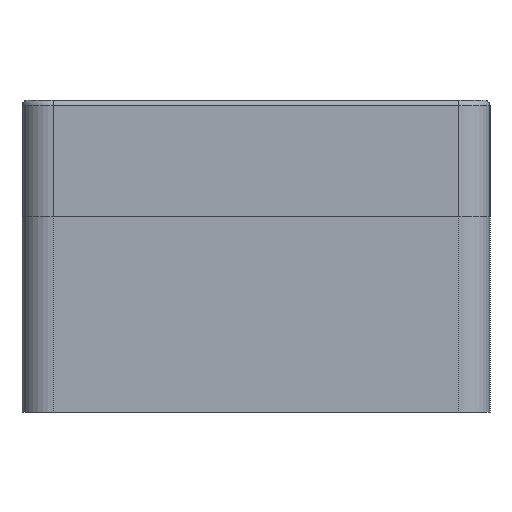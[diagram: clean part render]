
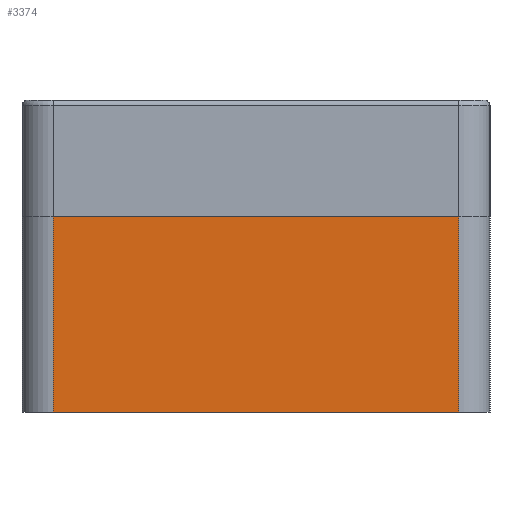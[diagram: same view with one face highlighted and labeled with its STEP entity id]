
A CAD part, left-side view. The second image highlights one B-rep face of the part: STEP entity #3374.
In plain terms, the highlighted planar face has unit normal (-1, 0, 0).
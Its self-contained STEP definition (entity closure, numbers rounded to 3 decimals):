
#239=DIRECTION('',(0.,1.,0.));
#240=VECTOR('',#239,104.);
#241=CARTESIAN_POINT('',(-180.,-52.,0.));
#242=LINE('',#241,#240);
#576=DIRECTION('',(0.,0.,1.));
#577=VECTOR('',#576,50.);
#578=CARTESIAN_POINT('',(-180.,52.,-50.));
#579=LINE('',#578,#577);
#583=DIRECTION('',(0.,0.,1.));
#584=VECTOR('',#583,50.);
#585=CARTESIAN_POINT('',(-180.,-52.,-50.));
#586=LINE('',#585,#584);
#619=DIRECTION('',(0.,1.,0.));
#620=VECTOR('',#619,104.);
#621=CARTESIAN_POINT('',(-180.,-52.,-50.));
#622=LINE('',#621,#620);
#2758=CARTESIAN_POINT('',(-180.,-52.,0.));
#2759=CARTESIAN_POINT('',(-180.,52.,0.));
#2760=VERTEX_POINT('',#2758);
#2761=VERTEX_POINT('',#2759);
#2766=CARTESIAN_POINT('',(-180.,-52.,-50.));
#2767=CARTESIAN_POINT('',(-180.,52.,-50.));
#2768=VERTEX_POINT('',#2766);
#2769=VERTEX_POINT('',#2767);
#3361=CARTESIAN_POINT('',(-180.,52.,0.));
#3362=DIRECTION('',(-1.,0.,0.));
#3363=DIRECTION('',(0.,-1.,0.));
#3364=AXIS2_PLACEMENT_3D('',#3361,#3362,#3363);
#3365=PLANE('',#3364);
#3366=ORIENTED_EDGE('',*,*,#3227,.F.);
#3368=ORIENTED_EDGE('',*,*,#3367,.F.);
#3370=ORIENTED_EDGE('',*,*,#3369,.T.);
#3371=ORIENTED_EDGE('',*,*,#3353,.T.);
#3372=EDGE_LOOP('',(#3366,#3368,#3370,#3371));
#3373=FACE_OUTER_BOUND('',#3372,.F.);
#3374=ADVANCED_FACE('',(#3373),#3365,.T.);
#3227=EDGE_CURVE('',#2760,#2761,#242,.T.);
#3353=EDGE_CURVE('',#2769,#2761,#579,.T.);
#3367=EDGE_CURVE('',#2768,#2760,#586,.T.);
#3369=EDGE_CURVE('',#2768,#2769,#622,.T.);
